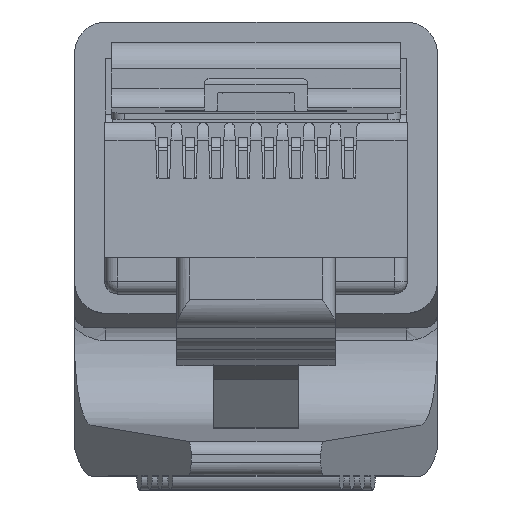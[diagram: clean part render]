
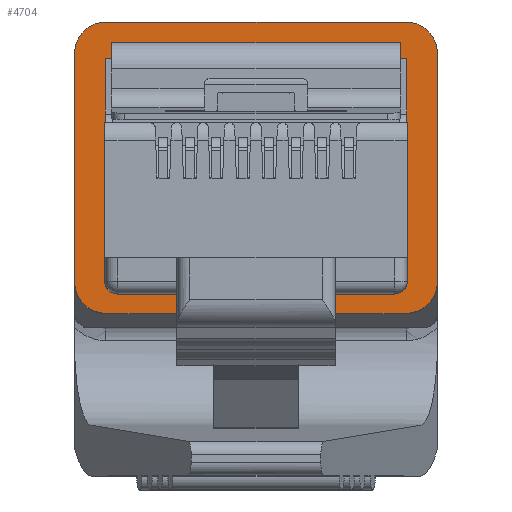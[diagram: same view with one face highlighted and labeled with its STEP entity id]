
A CAD part, top view. The second image highlights one B-rep face of the part: STEP entity #4704.
In plain terms, the highlighted planar face has unit normal (0, 0, 1).
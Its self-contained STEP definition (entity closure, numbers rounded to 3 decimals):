
#3933=FACE_BOUND('',#6135,.T.);
#3934=FACE_BOUND('',#6136,.T.);
#3935=FACE_BOUND('',#6137,.T.);
#4001=ELLIPSE('',#16480,0.5,0.5);
#4002=ELLIPSE('',#16481,0.5,0.5);
#4100=PLANE('',#16486);
#4453=CIRCLE('',#16482,1.2);
#4454=CIRCLE('',#16483,1.2);
#4455=CIRCLE('',#16484,1.2);
#4456=CIRCLE('',#16485,1.2);
#4704=ADVANCED_FACE('',(#3933,#3934,#3935),#4100,.F.);
#6135=EDGE_LOOP('',(#9046,#9047,#9048,#9049,#9050,#9051,#9052,#9053,#9054,
#9055));
#6136=EDGE_LOOP('',(#9056,#9057,#9058,#9059));
#6137=EDGE_LOOP('',(#9060,#9061,#9062,#9063,#9064,#9065,#9066,#9067,#9068,
#9069,#9070,#9071));
#6829=LINE('',#20853,#7896);
#6830=LINE('',#20856,#7897);
#6831=LINE('',#20858,#7898);
#6832=LINE('',#20860,#7899);
#6833=LINE('',#20862,#7900);
#6834=LINE('',#20864,#7901);
#6835=LINE('',#20868,#7902);
#6836=LINE('',#20872,#7903);
#6837=LINE('',#20873,#7904);
#6838=LINE('',#20876,#7905);
#6839=LINE('',#20878,#7906);
#6840=LINE('',#20880,#7907);
#6841=LINE('',#20881,#7908);
#6842=LINE('',#20884,#7909);
#6843=LINE('',#20886,#7910);
#6844=LINE('',#20890,#7911);
#6845=LINE('',#20894,#7912);
#6846=LINE('',#20898,#7913);
#6847=LINE('',#20902,#7914);
#6848=LINE('',#20904,#7915);
#7896=VECTOR('',#17449,1.);
#7897=VECTOR('',#17450,1.);
#7898=VECTOR('',#17451,1.);
#7899=VECTOR('',#17452,1.);
#7900=VECTOR('',#17453,1.);
#7901=VECTOR('',#17454,1.);
#7902=VECTOR('',#17457,1.);
#7903=VECTOR('',#17460,1.);
#7904=VECTOR('',#17461,1.);
#7905=VECTOR('',#17462,1.);
#7906=VECTOR('',#17463,1.);
#7907=VECTOR('',#17464,1.);
#7908=VECTOR('',#17465,1.);
#7909=VECTOR('',#17466,1.);
#7910=VECTOR('',#17467,1.);
#7911=VECTOR('',#17470,1.);
#7912=VECTOR('',#17473,1.);
#7913=VECTOR('',#17476,1.);
#7914=VECTOR('',#17479,1.);
#7915=VECTOR('',#17480,1.);
#9046=ORIENTED_EDGE('',*,*,#13762,.T.);
#9047=ORIENTED_EDGE('',*,*,#13763,.T.);
#9048=ORIENTED_EDGE('',*,*,#13764,.F.);
#9049=ORIENTED_EDGE('',*,*,#13765,.F.);
#9050=ORIENTED_EDGE('',*,*,#13766,.F.);
#9051=ORIENTED_EDGE('',*,*,#13767,.F.);
#9052=ORIENTED_EDGE('',*,*,#13768,.T.);
#9053=ORIENTED_EDGE('',*,*,#13769,.T.);
#9054=ORIENTED_EDGE('',*,*,#13770,.T.);
#9055=ORIENTED_EDGE('',*,*,#13771,.T.);
#9056=ORIENTED_EDGE('',*,*,#13772,.T.);
#9057=ORIENTED_EDGE('',*,*,#13773,.T.);
#9058=ORIENTED_EDGE('',*,*,#13774,.F.);
#9059=ORIENTED_EDGE('',*,*,#13775,.T.);
#9060=ORIENTED_EDGE('',*,*,#13776,.T.);
#9061=ORIENTED_EDGE('',*,*,#13777,.T.);
#9062=ORIENTED_EDGE('',*,*,#13778,.F.);
#9063=ORIENTED_EDGE('',*,*,#13779,.T.);
#9064=ORIENTED_EDGE('',*,*,#13780,.F.);
#9065=ORIENTED_EDGE('',*,*,#13781,.T.);
#9066=ORIENTED_EDGE('',*,*,#13782,.F.);
#9067=ORIENTED_EDGE('',*,*,#13783,.T.);
#9068=ORIENTED_EDGE('',*,*,#13784,.F.);
#9069=ORIENTED_EDGE('',*,*,#13785,.T.);
#9070=ORIENTED_EDGE('',*,*,#13786,.F.);
#9071=ORIENTED_EDGE('',*,*,#13787,.T.);
#12578=VERTEX_POINT('',#20854);
#12579=VERTEX_POINT('',#20855);
#12580=VERTEX_POINT('',#20857);
#12581=VERTEX_POINT('',#20859);
#12582=VERTEX_POINT('',#20861);
#12583=VERTEX_POINT('',#20863);
#12584=VERTEX_POINT('',#20865);
#12585=VERTEX_POINT('',#20867);
#12586=VERTEX_POINT('',#20869);
#12587=VERTEX_POINT('',#20871);
#12588=VERTEX_POINT('',#20874);
#12589=VERTEX_POINT('',#20875);
#12590=VERTEX_POINT('',#20877);
#12591=VERTEX_POINT('',#20879);
#12592=VERTEX_POINT('',#20882);
#12593=VERTEX_POINT('',#20883);
#12594=VERTEX_POINT('',#20885);
#12595=VERTEX_POINT('',#20887);
#12596=VERTEX_POINT('',#20889);
#12597=VERTEX_POINT('',#20891);
#12598=VERTEX_POINT('',#20893);
#12599=VERTEX_POINT('',#20895);
#12600=VERTEX_POINT('',#20897);
#12601=VERTEX_POINT('',#20899);
#12602=VERTEX_POINT('',#20901);
#12603=VERTEX_POINT('',#20903);
#13762=EDGE_CURVE('',#12578,#12579,#6829,.T.);
#13763=EDGE_CURVE('',#12579,#12580,#6830,.T.);
#13764=EDGE_CURVE('',#12581,#12580,#6831,.T.);
#13765=EDGE_CURVE('',#12582,#12581,#6832,.T.);
#13766=EDGE_CURVE('',#12583,#12582,#6833,.T.);
#13767=EDGE_CURVE('',#12584,#12583,#6834,.T.);
#13768=EDGE_CURVE('',#12584,#12585,#4001,.T.);
#13769=EDGE_CURVE('',#12585,#12586,#6835,.T.);
#13770=EDGE_CURVE('',#12586,#12587,#4002,.T.);
#13771=EDGE_CURVE('',#12587,#12578,#6836,.T.);
#13772=EDGE_CURVE('',#12588,#12589,#6837,.T.);
#13773=EDGE_CURVE('',#12589,#12590,#6838,.T.);
#13774=EDGE_CURVE('',#12591,#12590,#6839,.T.);
#13775=EDGE_CURVE('',#12591,#12588,#6840,.T.);
#13776=EDGE_CURVE('',#12592,#12593,#6841,.T.);
#13777=EDGE_CURVE('',#12593,#12594,#6842,.T.);
#13778=EDGE_CURVE('',#12595,#12594,#6843,.T.);
#13779=EDGE_CURVE('',#12595,#12596,#4453,.T.);
#13780=EDGE_CURVE('',#12597,#12596,#6844,.T.);
#13781=EDGE_CURVE('',#12597,#12598,#4454,.T.);
#13782=EDGE_CURVE('',#12599,#12598,#6845,.T.);
#13783=EDGE_CURVE('',#12599,#12600,#4455,.T.);
#13784=EDGE_CURVE('',#12601,#12600,#6846,.T.);
#13785=EDGE_CURVE('',#12601,#12602,#4456,.T.);
#13786=EDGE_CURVE('',#12603,#12602,#6847,.T.);
#13787=EDGE_CURVE('',#12603,#12592,#6848,.T.);
#16480=AXIS2_PLACEMENT_3D('',#20866,#17455,#17456);
#16481=AXIS2_PLACEMENT_3D('',#20870,#17458,#17459);
#16482=AXIS2_PLACEMENT_3D('',#20888,#17468,#17469);
#16483=AXIS2_PLACEMENT_3D('',#20892,#17471,#17472);
#16484=AXIS2_PLACEMENT_3D('',#20896,#17474,#17475);
#16485=AXIS2_PLACEMENT_3D('',#20900,#17477,#17478);
#16486=AXIS2_PLACEMENT_3D('',#20905,#17481,#17482);
#17449=DIRECTION('',(1.,0.,0.));
#17450=DIRECTION('',(0.,-1.,0.));
#17451=DIRECTION('',(-1.,0.,0.));
#17452=DIRECTION('',(0.,-1.,0.));
#17453=DIRECTION('',(-1.,0.,0.));
#17454=DIRECTION('',(0.,1.,0.));
#17455=DIRECTION('',(0.,0.,-1.));
#17456=DIRECTION('',(0.,-1.,0.));
#17457=DIRECTION('',(-1.,0.,0.));
#17458=DIRECTION('',(0.,0.,-1.));
#17459=DIRECTION('',(0.,1.,0.));
#17460=DIRECTION('',(0.,1.,0.));
#17461=DIRECTION('',(0.,-1.,0.));
#17462=DIRECTION('',(-1.,0.,0.));
#17463=DIRECTION('',(0.,-1.,0.));
#17464=DIRECTION('',(1.,0.,0.));
#17465=DIRECTION('',(1.,0.,0.));
#17466=DIRECTION('',(0.,-1.,0.));
#17467=DIRECTION('',(-1.,0.,0.));
#17468=DIRECTION('',(0.,0.,1.));
#17469=DIRECTION('',(1.,0.,0.));
#17470=DIRECTION('',(0.,-1.,0.));
#17471=DIRECTION('',(0.,0.,1.));
#17472=DIRECTION('',(1.,0.,0.));
#17473=DIRECTION('',(1.,0.,0.));
#17474=DIRECTION('',(0.,0.,1.));
#17475=DIRECTION('',(1.,0.,0.));
#17476=DIRECTION('',(0.,1.,0.));
#17477=DIRECTION('',(0.,0.,1.));
#17478=DIRECTION('',(1.,0.,0.));
#17479=DIRECTION('',(-1.,0.,0.));
#17480=DIRECTION('',(0.,1.,0.));
#17481=DIRECTION('',(0.,0.,-1.));
#17482=DIRECTION('',(1.,0.,0.));
#20853=CARTESIAN_POINT('',(50.,4.215,-14.787));
#20854=CARTESIAN_POINT('',(-5.815,4.215,-14.787));
#20855=CARTESIAN_POINT('',(-5.52,4.215,-14.787));
#20856=CARTESIAN_POINT('',(-5.52,-4.25,-14.787));
#20857=CARTESIAN_POINT('',(-5.52,4.102,-14.787));
#20858=CARTESIAN_POINT('',(21.012,4.102,-14.787));
#20859=CARTESIAN_POINT('',(5.52,4.102,-14.787));
#20860=CARTESIAN_POINT('',(5.52,1.498,-14.787));
#20861=CARTESIAN_POINT('',(5.52,4.215,-14.787));
#20862=CARTESIAN_POINT('',(50.,4.215,-14.787));
#20863=CARTESIAN_POINT('',(5.815,4.215,-14.787));
#20864=CARTESIAN_POINT('',(5.815,1.498,-14.787));
#20865=CARTESIAN_POINT('',(5.815,-4.305,-14.787));
#20866=CARTESIAN_POINT('',(5.315,-4.305,-14.787));
#20867=CARTESIAN_POINT('',(5.315,-4.805,-14.787));
#20868=CARTESIAN_POINT('',(50.,-4.805,-14.787));
#20869=CARTESIAN_POINT('',(-5.315,-4.805,-14.787));
#20870=CARTESIAN_POINT('',(-5.315,-4.305,-14.787));
#20871=CARTESIAN_POINT('',(-5.815,-4.305,-14.787));
#20872=CARTESIAN_POINT('',(-5.815,1.498,-14.787));
#20873=CARTESIAN_POINT('',(5.55,1.498,-14.787));
#20874=CARTESIAN_POINT('',(5.55,4.805,-14.787));
#20875=CARTESIAN_POINT('',(5.55,4.555,-14.787));
#20876=CARTESIAN_POINT('',(50.,4.555,-14.787));
#20877=CARTESIAN_POINT('',(-5.55,4.555,-14.787));
#20878=CARTESIAN_POINT('',(-5.55,1.498,-14.787));
#20879=CARTESIAN_POINT('',(-5.55,4.805,-14.787));
#20880=CARTESIAN_POINT('',(50.,4.805,-14.787));
#20881=CARTESIAN_POINT('',(2.6,-4.89,-14.787));
#20882=CARTESIAN_POINT('',(-2.6,-4.89,-14.787));
#20883=CARTESIAN_POINT('',(2.6,-4.89,-14.787));
#20884=CARTESIAN_POINT('',(2.6,-5.61,-14.787));
#20885=CARTESIAN_POINT('',(2.6,-5.61,-14.787));
#20886=CARTESIAN_POINT('',(6.985,-5.61,-14.787));
#20887=CARTESIAN_POINT('',(5.785,-5.61,-14.787));
#20888=CARTESIAN_POINT('',(5.785,-4.41,-14.787));
#20889=CARTESIAN_POINT('',(6.985,-4.41,-14.787));
#20890=CARTESIAN_POINT('',(6.985,5.61,-14.787));
#20891=CARTESIAN_POINT('',(6.985,4.41,-14.787));
#20892=CARTESIAN_POINT('',(5.785,4.41,-14.787));
#20893=CARTESIAN_POINT('',(5.785,5.61,-14.787));
#20894=CARTESIAN_POINT('',(-6.985,5.61,-14.787));
#20895=CARTESIAN_POINT('',(-5.785,5.61,-14.787));
#20896=CARTESIAN_POINT('',(-5.785,4.41,-14.787));
#20897=CARTESIAN_POINT('',(-6.985,4.41,-14.787));
#20898=CARTESIAN_POINT('',(-6.985,-5.61,-14.787));
#20899=CARTESIAN_POINT('',(-6.985,-4.41,-14.787));
#20900=CARTESIAN_POINT('',(-5.785,-4.41,-14.787));
#20901=CARTESIAN_POINT('',(-5.785,-5.61,-14.787));
#20902=CARTESIAN_POINT('',(6.985,-5.61,-14.787));
#20903=CARTESIAN_POINT('',(-2.6,-5.61,-14.787));
#20904=CARTESIAN_POINT('',(-2.6,-4.89,-14.787));
#20905=CARTESIAN_POINT('',(50.,1.498,-14.787));
